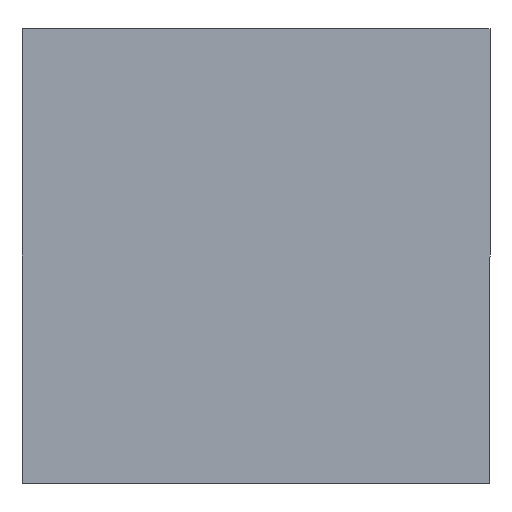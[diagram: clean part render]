
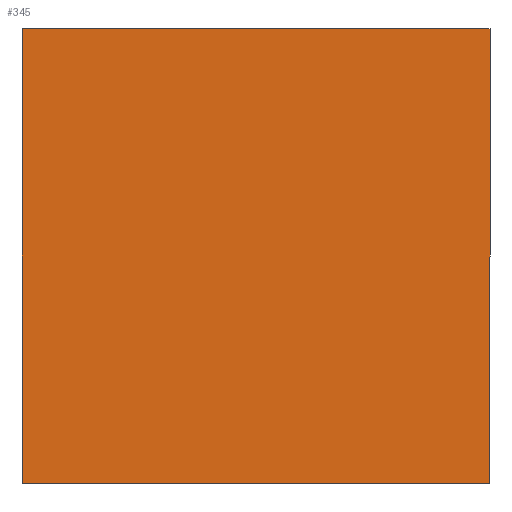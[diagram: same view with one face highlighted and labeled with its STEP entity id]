
A CAD part, front view. The second image highlights one B-rep face of the part: STEP entity #345.
In plain terms, the highlighted planar face has unit normal (0, -1, 0).
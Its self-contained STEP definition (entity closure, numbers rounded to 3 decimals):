
#302 = EDGE_CURVE ( 'NONE', #304, #421, #1613, .T. ) ;
#304 = VERTEX_POINT ( 'NONE', #2080 ) ;
#305 = EDGE_CURVE ( 'NONE', #421, #306, #2079, .T. ) ;
#306 = VERTEX_POINT ( 'NONE', #2075 ) ;
#314 = EDGE_CURVE ( 'NONE', #306, #341, #2086, .T. ) ;
#341 = VERTEX_POINT ( 'NONE', #2245 ) ;
#342 = EDGE_CURVE ( 'NONE', #341, #304, #2243, .T. ) ;
#345 = ADVANCED_FACE ( 'NONE', ( #2299 ), #2284, .F. ) ;
#346 = EDGE_LOOP ( 'NONE', ( #347, #348, #349, #350 ) ) ;
#347 = ORIENTED_EDGE ( 'NONE', *, *, #342, .F. ) ;
#348 = ORIENTED_EDGE ( 'NONE', *, *, #314, .F. ) ;
#349 = ORIENTED_EDGE ( 'NONE', *, *, #305, .F. ) ;
#350 = ORIENTED_EDGE ( 'NONE', *, *, #302, .F. ) ;
#421 = VERTEX_POINT ( 'NONE', #2545 ) ;
#1612 = CARTESIAN_POINT ( 'NONE',  ( -15.377, 0., 12.682 ) ) ;
#1613 = LINE ( 'NONE', #1612, #1803 ) ;
#1614 = CARTESIAN_POINT ( 'NONE',  ( -15.377, 0., -4.318 ) ) ;
#1802 = DIRECTION ( 'NONE',  ( 1., 0., 0. ) ) ;
#1803 = VECTOR ( 'NONE', #1802, 1000. ) ;
#2075 = CARTESIAN_POINT ( 'NONE',  ( 2.123, 0., -4.318 ) ) ;
#2076 = DIRECTION ( 'NONE',  ( 0., 0., -1. ) ) ;
#2077 = VECTOR ( 'NONE', #2076, 1000. ) ;
#2078 = CARTESIAN_POINT ( 'NONE',  ( 2.123, 0., -4.318 ) ) ;
#2079 = LINE ( 'NONE', #2078, #2077 ) ;
#2080 = CARTESIAN_POINT ( 'NONE',  ( -15.377, 0., 12.682 ) ) ;
#2083 = DIRECTION ( 'NONE',  ( -1., 0., 0. ) ) ;
#2084 = VECTOR ( 'NONE', #2083, 1000. ) ;
#2085 = CARTESIAN_POINT ( 'NONE',  ( -15.377, 0., -4.318 ) ) ;
#2086 = LINE ( 'NONE', #2085, #2084 ) ;
#2243 = LINE ( 'NONE', #1614, #2306 ) ;
#2245 = CARTESIAN_POINT ( 'NONE',  ( -15.377, 0., -4.318 ) ) ;
#2279 = DIRECTION ( 'NONE',  ( 0., 0., 1. ) ) ;
#2280 = DIRECTION ( 'NONE',  ( 0., 1., 0. ) ) ;
#2281 = CARTESIAN_POINT ( 'NONE',  ( -15.377, 0., 12.682 ) ) ;
#2282 = AXIS2_PLACEMENT_3D ( 'NONE', #2281, #2280, #2279 ) ;
#2284 = PLANE ( 'NONE',  #2282 ) ;
#2299 = FACE_OUTER_BOUND ( 'NONE', #346, .T. ) ;
#2305 = DIRECTION ( 'NONE',  ( 0., 0., 1. ) ) ;
#2306 = VECTOR ( 'NONE', #2305, 1000. ) ;
#2545 = CARTESIAN_POINT ( 'NONE',  ( 2.123, 0., 12.682 ) ) ;
